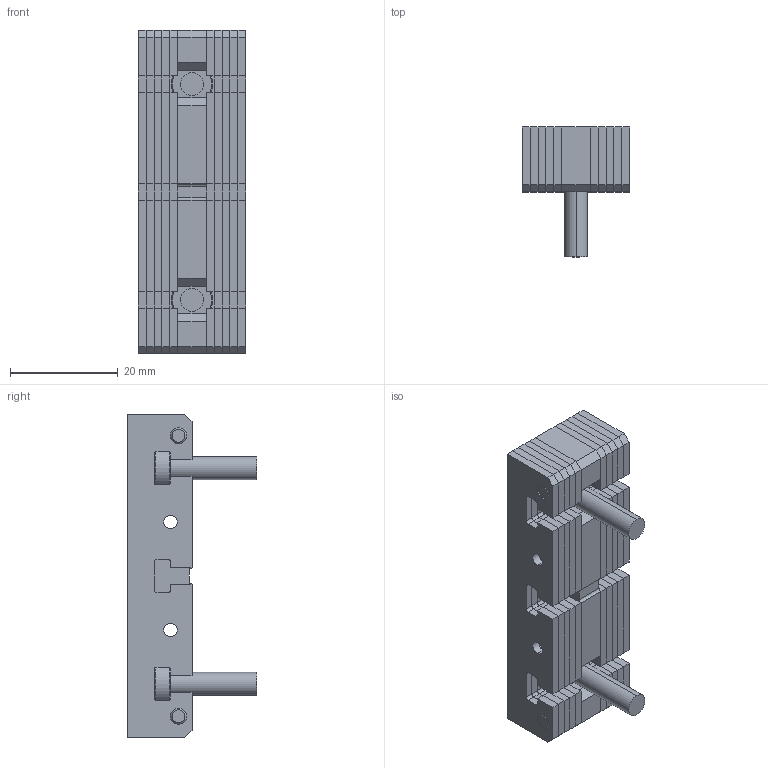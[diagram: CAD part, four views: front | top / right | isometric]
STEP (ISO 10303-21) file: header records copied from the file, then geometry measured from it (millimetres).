
FILE_DESCRIPTION (( 'STEP AP203' ), '1' );
FILE_NAME ('2a30.STEP', '2024-11-05T13:13:33', ( '' ), ( '' ), 'SwSTEP 2.0', 'SolidWorks 2019', '' );
FILE_SCHEMA (( 'CONFIG_CONTROL_DESIGN' ));
Length unit declared in the file: millimetre
Products named in the file (5): Lamellar_Gas_Vent_ISGL60 2a0f51765f1c9a975c05986a06e5e3f5; Bolt_60 2a0f51765f1c9a975c05986a06e5e3f5; 2a30; Lamela_60 2a0f51765f1c9a975c05986a06e5e3f5; Pin_60 2a0f51765f1c9a975c05986a06e5e3f5
Assembly tree (15 placements, depth 2):
  2a30
    Lamellar_Gas_Vent_ISGL60 2a0f51765f1c9a975c05986a06e5e3f5
    Lamela_60 2a0f51765f1c9a975c05986a06e5e3f5  x10
    Bolt_60 2a0f51765f1c9a975c05986a06e5e3f5  x2
    Pin_60 2a0f51765f1c9a975c05986a06e5e3f5  x2
Bounding box: 20 x 24 x 60 mm (x, y, z)
Volume: 12987.9 mm3; surface area: 19001.3 mm2
Topology: 15 solids, 15 shells, 600 faces, 1688 edges, 1120 vertices
Faces by surface type: plane 356, cylinder 228, cone 16
Entity records: 4453 total; most frequent: DIRECTION 658, CARTESIAN_POINT 635, ORIENTED_EDGE 608, EDGE_CURVE 304, AXIS2_PLACEMENT_3D 223, VECTOR 212, LINE 212, VERTEX_POINT 200
